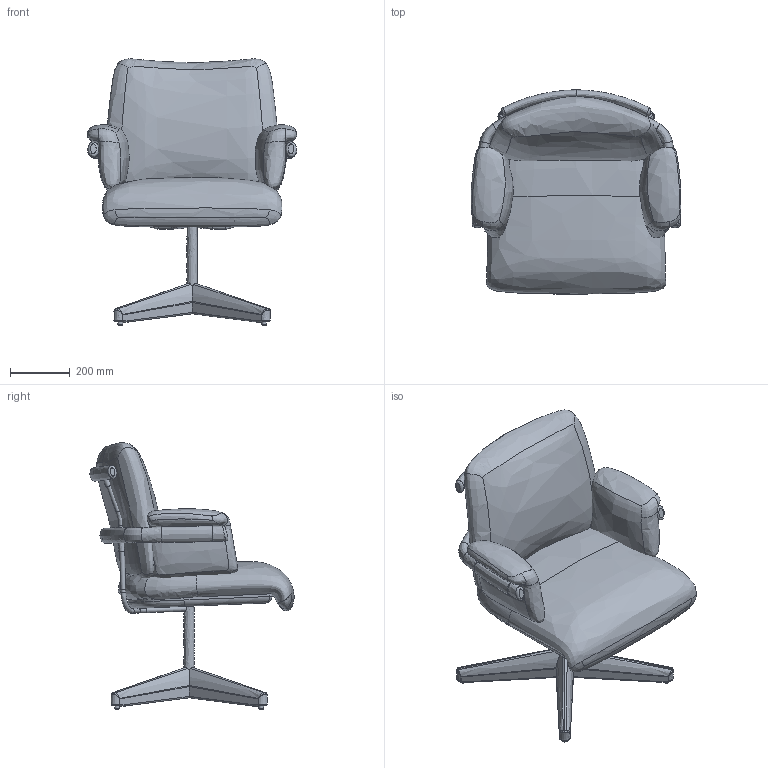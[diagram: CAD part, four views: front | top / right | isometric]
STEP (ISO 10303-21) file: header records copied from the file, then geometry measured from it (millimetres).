
FILE_DESCRIPTION(/* description */ (''),/* implementation_level */ '2;1');
FILE_NAME(/* name */ 'Ramus_CB-577',/* time_stamp */ '2025-11-13T15:42:57+01:00',/* author */ (''),/* organization */ (''),/* preprocessor_version */ 'ST-DEVELOPER v16.5',/* originating_system */ 'Rhino 7.34',/* authorisation */ '');
FILE_SCHEMA (('AUTOMOTIVE_DESIGN'));
Length unit declared in the file: centimetre
Products named in the file (2): Document; CB-577_Ramus
Assembly tree (1 placements, depth 2):
  Document
    CB-577_Ramus
Bounding box: 700.74 x 681.76 x 888.84 mm (x, y, z)
Volume: 82595756.6 mm3; surface area: 3006051.9 mm2
Topology: 24 solids, 24 shells, 320 faces, 728 edges, 441 vertices
Faces by surface type: bspline 182, plane 75, cylinder 63
Full cylindrical faces by diameter (mm): 12.8 x4, 16 x16
Entity records: 34796 total; most frequent: CARTESIAN_POINT 30157, ORIENTED_EDGE 1444, EDGE_CURVE 722, VERTEX_POINT 441, EDGE_LOOP 333, ADVANCED_FACE 320, FACE_OUTER_BOUND 320, B_SPLINE_CURVE_WITH_KNOTS 278
